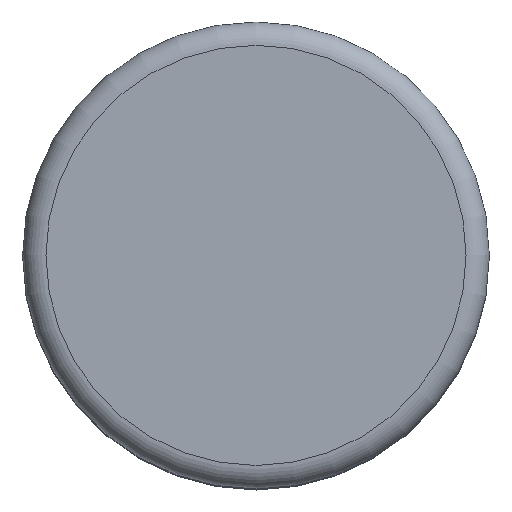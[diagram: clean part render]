
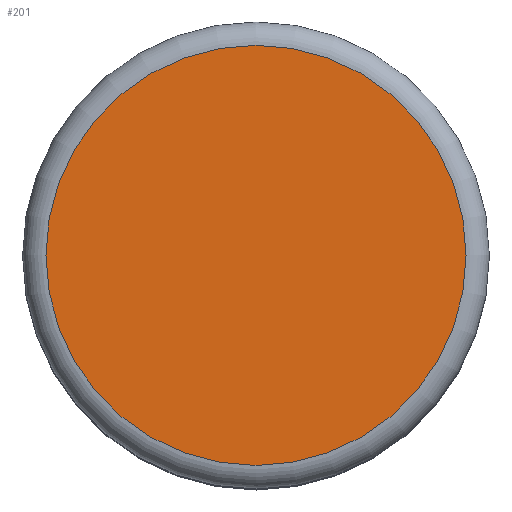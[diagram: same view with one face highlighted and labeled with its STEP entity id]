
A CAD part, top view. The second image highlights one B-rep face of the part: STEP entity #201.
In plain terms, the highlighted planar face has unit normal (0, 0, 1).
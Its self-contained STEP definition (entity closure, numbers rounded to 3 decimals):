
#24=PLANE('',#248);
#52=FACE_OUTER_BOUND('',#69,.T.);
#69=EDGE_LOOP('',(#166));
#87=CIRCLE('',#243,3.825);
#104=VERTEX_POINT('',#376);
#123=EDGE_CURVE('',#104,#104,#87,.T.);
#166=ORIENTED_EDGE('',*,*,#123,.F.);
#201=ADVANCED_FACE('',(#52),#24,.T.);
#243=AXIS2_PLACEMENT_3D('',#377,#303,#304);
#248=AXIS2_PLACEMENT_3D('',#385,#314,#315);
#303=DIRECTION('center_axis',(0.,0.,-1.));
#304=DIRECTION('ref_axis',(-1.,0.,0.));
#314=DIRECTION('center_axis',(0.,0.,1.));
#315=DIRECTION('ref_axis',(1.,0.,0.));
#376=CARTESIAN_POINT('',(-3.825,0.,13.));
#377=CARTESIAN_POINT('Origin',(0.,0.,13.));
#385=CARTESIAN_POINT('Origin',(0.,0.,13.));
